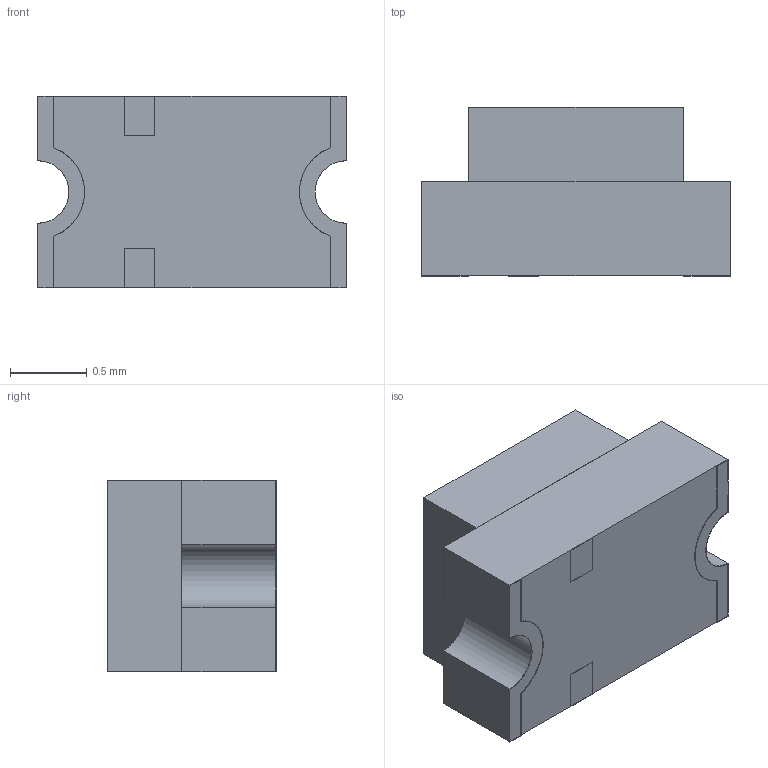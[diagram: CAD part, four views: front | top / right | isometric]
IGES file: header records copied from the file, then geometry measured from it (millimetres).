
Start section: SolidWorks IGES file using analytic representation for surfaces
Global section: file name: CMD17-21xxx-TR8.IGS; native system: SolidWorks 2016; preprocessor: SolidWorks 2016; author: tstoltenburg; date: 170210.084058; units: inch
Bounding box: 2.01 x 1.1 x 1.24 mm (x, y, z)
Surface area: 15.8 mm2 (no closed solid volume)
Topology: 0 solids, 0 shells, 48 faces, 300 edges, 300 vertices
Faces by surface type: bspline 42, revolution 6
